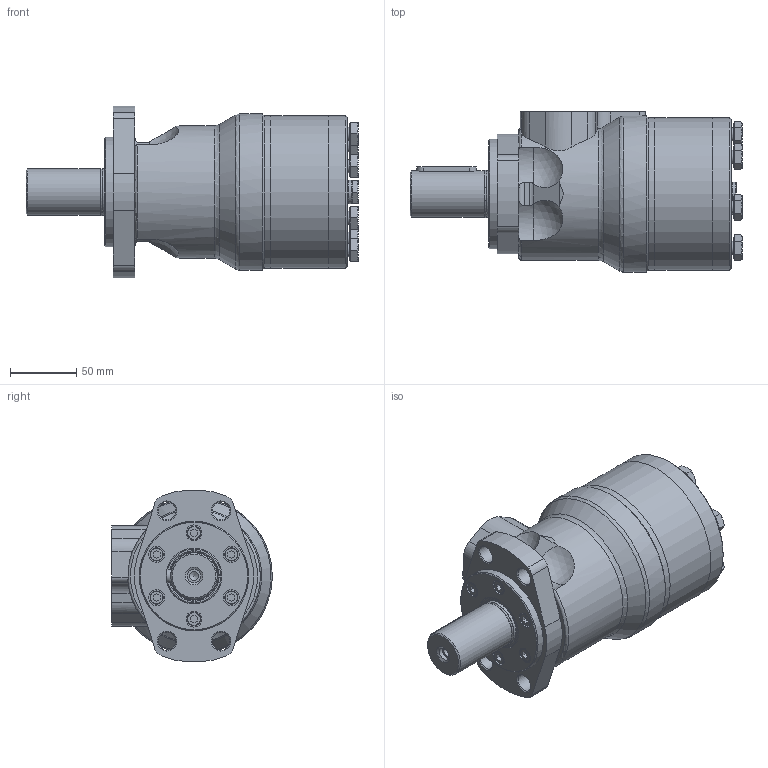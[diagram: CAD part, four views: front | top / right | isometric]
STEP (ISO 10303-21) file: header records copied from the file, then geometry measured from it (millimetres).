
FILE_DESCRIPTION( ( 'STEP AP214' ), '1' );
FILE_NAME( 'MH315CB.stp', '2019-11-14T10:15:07', ( '' ), ( '' ), ' ', 'PARTsolutions', ' ' );
FILE_SCHEMA( ( 'AUTOMOTIVE_DESIGN { 1 0 10303 214 1 1 1 1 }' ) );
Length unit declared in the file: millimetre
Products named in the file (8): MH315CB; _MH-FC; _MH-BO; _MHCBSH; _MH-VP; _MH315D; _MH-EC; HI_Hexagon bolt DIN 931-1 M10x850
Assembly tree (13 placements, depth 2):
  MH315CB
    _MH-FC
    _MH-BO
    _MHCBSH
    _MH-VP
    _MH315D
    _MH-EC
    HI_Hexagon bolt DIN 931-1 M10x850  x7
Bounding box: 250.3 x 121 x 129.6 mm (x, y, z)
Volume: 1735442 mm3; surface area: 230651.4 mm2
Topology: 13 solids, 13 shells, 436 faces, 982 edges, 624 vertices
Faces by surface type: plane 190, cylinder 123, cone 89, torus 30, sphere 4
Full cylindrical faces by diameter (mm): 2 x2, 6 x6, 6.647 x5, 8.376 x7, 10 x14, 10.4 x14, 10.5 x7, 12 x6, 13.5 x4, 16 x7, 17 x1, 18 x1, 18.631 x2, 34.98 x1, 35 x2, 35.4 x1, 35.7 x1, 38 x1, 42 x1, 48 x1, 56.5 x1, 82.3 x1, 82.5 x1, 82.55 x1, 115 x3, 118 x1
Entity records: 11505 total; most frequent: CARTESIAN_POINT 2091, DIRECTION 1440, ORIENTED_EDGE 1120, AXIS2_PLACEMENT_3D 609, EDGE_CURVE 560, EDGE_LOOP 548, VERTEX_POINT 455, FACE_OUTER_BOUND 415
